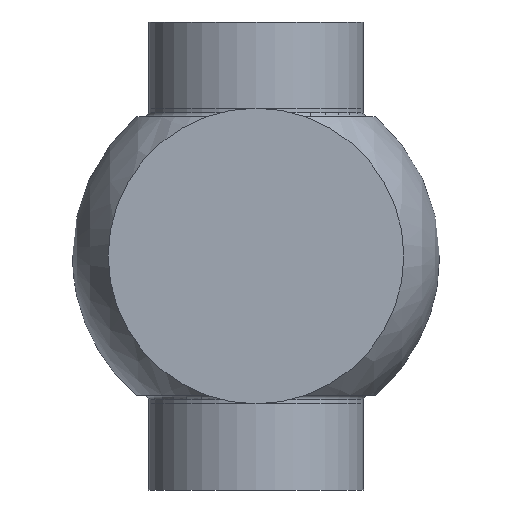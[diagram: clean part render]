
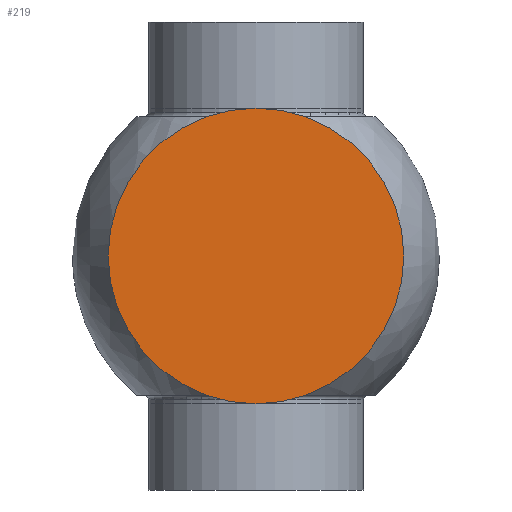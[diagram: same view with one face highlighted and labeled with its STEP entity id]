
A CAD part, front view. The second image highlights one B-rep face of the part: STEP entity #219.
In plain terms, the highlighted planar face has unit normal (0, -1, 0).
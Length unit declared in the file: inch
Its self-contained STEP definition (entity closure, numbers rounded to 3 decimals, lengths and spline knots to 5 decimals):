
#21 = ORIENTED_EDGE ( 'NONE', *, *, #1041, .F. ) ;
#79 = VERTEX_POINT ( 'NONE', #848 ) ;
#129 = EDGE_LOOP ( 'NONE', ( #21, #309 ) ) ;
#164 = FACE_OUTER_BOUND ( 'NONE', #129, .T. ) ;
#219 = ADVANCED_FACE ( 'NONE', ( #164 ), #982, .F. ) ;
#242 = CIRCLE ( 'NONE', #737, 2.0625 ) ;
#306 = DIRECTION ( 'NONE',  ( 0., 1., 0. ) ) ;
#309 = ORIENTED_EDGE ( 'NONE', *, *, #981, .F. ) ;
#344 = DIRECTION ( 'NONE',  ( 0., 1., 0. ) ) ;
#423 = CARTESIAN_POINT ( 'NONE',  ( 0., -2.065, 0. ) ) ;
#438 = DIRECTION ( 'NONE',  ( 0., 0., 1. ) ) ;
#492 = DIRECTION ( 'NONE',  ( 0., 0., 1. ) ) ;
#546 = CIRCLE ( 'NONE', #1102, 2.0625 ) ;
#706 = CARTESIAN_POINT ( 'NONE',  ( 0., -2.065, 2.0625 ) ) ;
#710 = DIRECTION ( 'NONE',  ( 0., 0., 1. ) ) ;
#737 = AXIS2_PLACEMENT_3D ( 'NONE', #423, #1061, #710 ) ;
#848 = CARTESIAN_POINT ( 'NONE',  ( 0., -2.065, -2.0625 ) ) ;
#861 = CARTESIAN_POINT ( 'NONE',  ( 0., -2.065, 0. ) ) ;
#981 = EDGE_CURVE ( 'NONE', #79, #1029, #242, .T. ) ;
#982 = PLANE ( 'NONE',  #1168 ) ;
#1029 = VERTEX_POINT ( 'NONE', #706 ) ;
#1041 = EDGE_CURVE ( 'NONE', #1029, #79, #546, .T. ) ;
#1061 = DIRECTION ( 'NONE',  ( 0., 1., 0. ) ) ;
#1062 = CARTESIAN_POINT ( 'NONE',  ( 0., -2.065, -2.0625 ) ) ;
#1102 = AXIS2_PLACEMENT_3D ( 'NONE', #861, #306, #492 ) ;
#1168 = AXIS2_PLACEMENT_3D ( 'NONE', #1062, #344, #438 ) ;
